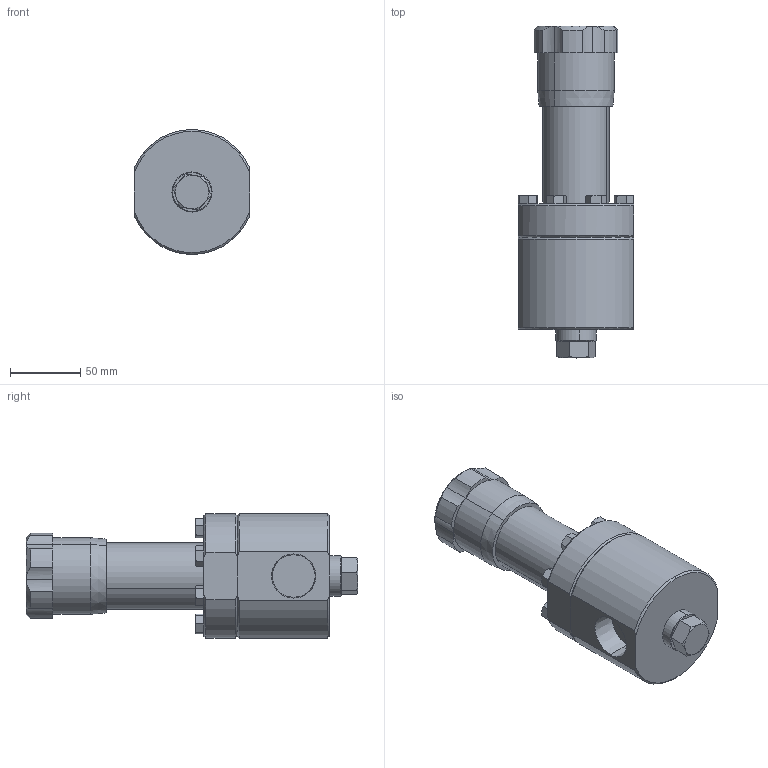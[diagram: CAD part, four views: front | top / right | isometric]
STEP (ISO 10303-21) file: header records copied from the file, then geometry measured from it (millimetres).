
FILE_DESCRIPTION (( 'STEP AP203' ), '1' );
FILE_NAME ('JRPH+JRPL-100-6L-EA-SK.STEP', '2017-09-14T17:11:48', ( '' ), ( '' ), 'SwSTEP 2.0', 'SolidWorks 2014', '' );
FILE_SCHEMA (( 'CONFIG_CONTROL_DESIGN' ));
Length unit declared in the file: inch
Products named in the file (1): JRPH+JRPL-100-6L-EA-SK
Bounding box: 82.45 x 236.22 x 88.9 mm (x, y, z)
Volume: 790546.3 mm3; surface area: 66019.4 mm2
Topology: 1 solids, 1 shells, 203 faces, 476 edges, 282 vertices
Faces by surface type: plane 91, cone 80, cylinder 32
Entity records: 6319 total; most frequent: CARTESIAN_POINT 1774, ORIENTED_EDGE 952, DIRECTION 906, EDGE_CURVE 476, AXIS2_PLACEMENT_3D 362, VERTEX_POINT 282, EDGE_LOOP 210, ADVANCED_FACE 203
